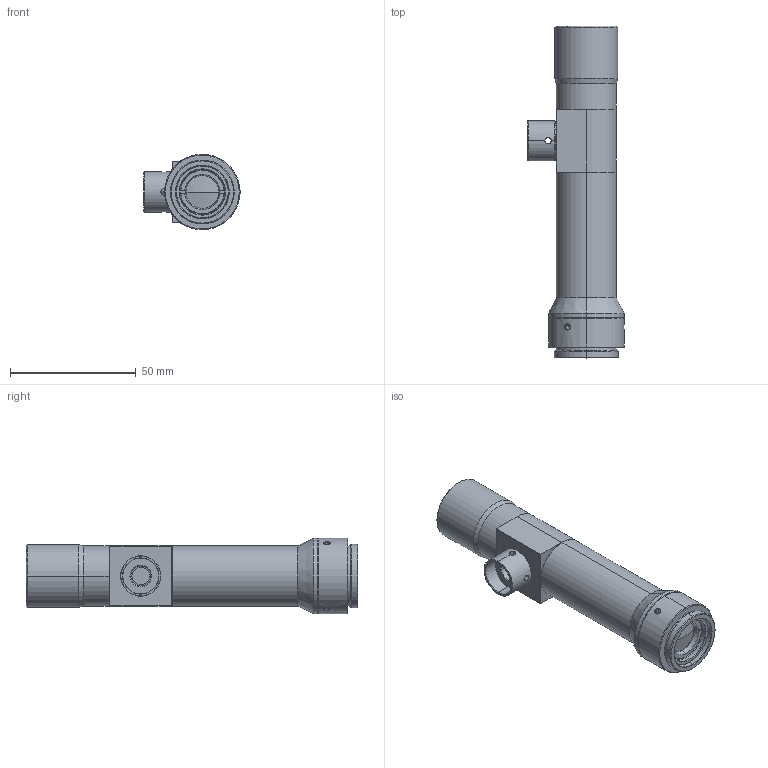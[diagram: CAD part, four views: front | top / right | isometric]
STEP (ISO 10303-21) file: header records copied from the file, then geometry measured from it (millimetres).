
FILE_DESCRIPTION(('FreeCAD Model'),'2;1');
FILE_NAME('Open CASCADE Shape Model','2025-01-22T14:32:43',(''),(''), 'Open CASCADE STEP processor 7.8','FreeCAD','Unknown');
FILE_SCHEMA(('AUTOMOTIVE_DESIGN { 1 0 10303 214 1 1 1 1 }'));
Length unit declared in the file: millimetre
Products named in the file (16): VA-LCM-TC-1-6X-WD65-015; 200_1_ASM; 502; JD30303001; 201_ASM; 511; 301; 501; 504001; 317; 202_ASM; 504; NW76712A-503; 519; NW76712A-306; 515
Assembly tree (18 placements, depth 4):
  VA-LCM-TC-1-6X-WD65-015
    200_1_ASM
      502
      JD30303001
      201_ASM
        511
        301
        501
      504001
      317
      202_ASM
        504
        JD30303001  x3
        NW76712A-503
        519
        NW76712A-306
        515
Bounding box: 38.2 x 132.01 x 30 mm (x, y, z)
Volume: 39471.7 mm3; surface area: 29072.1 mm2
Topology: 15 solids, 15 shells, 469 faces, 1029 edges, 630 vertices
Faces by surface type: cone 163, cylinder 161, plane 135, sphere 8, bspline 2
Entity records: 12691 total; most frequent: CARTESIAN_POINT 2596, DIRECTION 2207, ORIENTED_EDGE 1866, EDGE_CURVE 933, AXIS2_PLACEMENT_3D 901, VERTEX_POINT 570, FACE_BOUND 493, EDGE_LOOP 493
